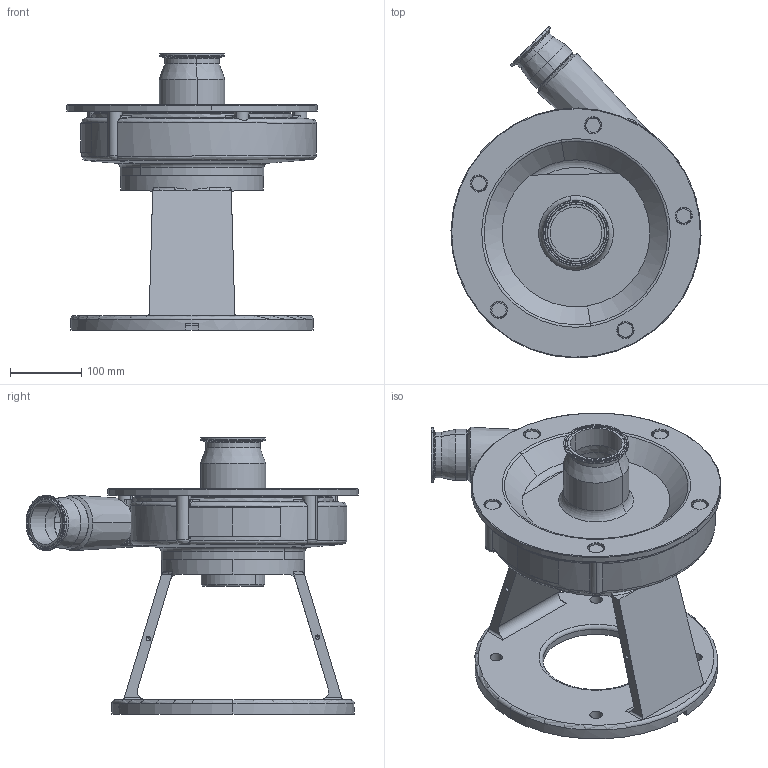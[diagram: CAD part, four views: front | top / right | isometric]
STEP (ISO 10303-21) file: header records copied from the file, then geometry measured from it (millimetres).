
FILE_DESCRIPTION (( 'STEP AP214' ), '1' );
FILE_NAME ('FPX 3551-3552 320TSC 45L.STEP', '2023-01-16T17:54:17', ( '' ), ( '' ), 'SwSTEP 2.0', 'SolidWorks 2021', '' );
FILE_SCHEMA (( 'AUTOMOTIVE_DESIGN' ));
Length unit declared in the file: millimetre
Products named in the file (1): FPX 3551-3552 320TSC 45L
Bounding box: 349.95 x 464.68 x 386.5 mm (x, y, z)
Volume: 8159497.3 mm3; surface area: 814335.4 mm2
Topology: 2 solids, 3 shells, 399 faces, 989 edges, 601 vertices
Faces by surface type: cylinder 141, plane 82, cone 77, torus 57, bspline 36, sphere 6
Entity records: 16636 total; most frequent: CARTESIAN_POINT 7369, DIRECTION 1955, ORIENTED_EDGE 1944, EDGE_CURVE 972, AXIS2_PLACEMENT_3D 823, VERTEX_POINT 601, CIRCLE 459, EDGE_LOOP 447
